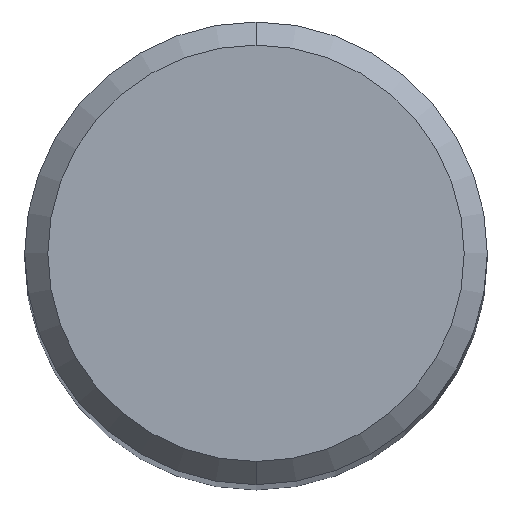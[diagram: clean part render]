
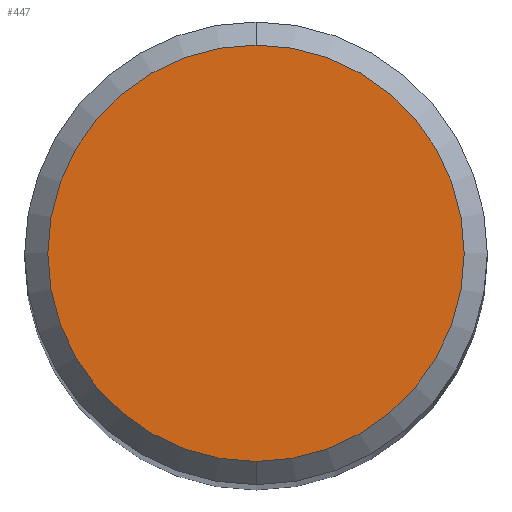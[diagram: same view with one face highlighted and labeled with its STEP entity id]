
A CAD part, top view. The second image highlights one B-rep face of the part: STEP entity #447.
In plain terms, the highlighted planar face has unit normal (0, 0, 1).
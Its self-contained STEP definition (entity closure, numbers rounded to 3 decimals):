
#179=EDGE_CURVE('',#273,#317,#487,.T.);
#205=EDGE_CURVE('',#317,#273,#517,.T.);
#273=VERTEX_POINT('',#589);
#317=VERTEX_POINT('',#637);
#447=ADVANCED_FACE('',(#783),#784,.T.);
#487=CIRCLE('',#817,3.6);
#517=CIRCLE('',#866,3.6);
#589=CARTESIAN_POINT('',(0.,-3.6,0.0));
#637=CARTESIAN_POINT('',(0.0,3.6,0.0));
#783=FACE_OUTER_BOUND('',#1404,.T.);
#784=PLANE('',#1405);
#817=AXIS2_PLACEMENT_3D('',#1465,#1466,#1467);
#866=AXIS2_PLACEMENT_3D('',#1510,#1511,#1512);
#1404=EDGE_LOOP('',(#1801,#1802));
#1405=AXIS2_PLACEMENT_3D('',#1803,#1804,#1805);
#1465=CARTESIAN_POINT('',(0.0,0.0,0.0));
#1466=DIRECTION('',(0.0,0.0,-1.0));
#1467=DIRECTION('',(0.0,1.0,0.0));
#1510=CARTESIAN_POINT('',(0.0,0.0,0.0));
#1511=DIRECTION('',(0.0,0.0,-1.0));
#1512=DIRECTION('',(0.0,1.0,0.0));
#1801=ORIENTED_EDGE('',*,*,#205,.F.);
#1802=ORIENTED_EDGE('',*,*,#179,.F.);
#1803=CARTESIAN_POINT('',(0.0,1.8,0.0));
#1804=DIRECTION('',(-0.0,0.0,1.0));
#1805=DIRECTION('',(0.0,-1.0,0.0));
